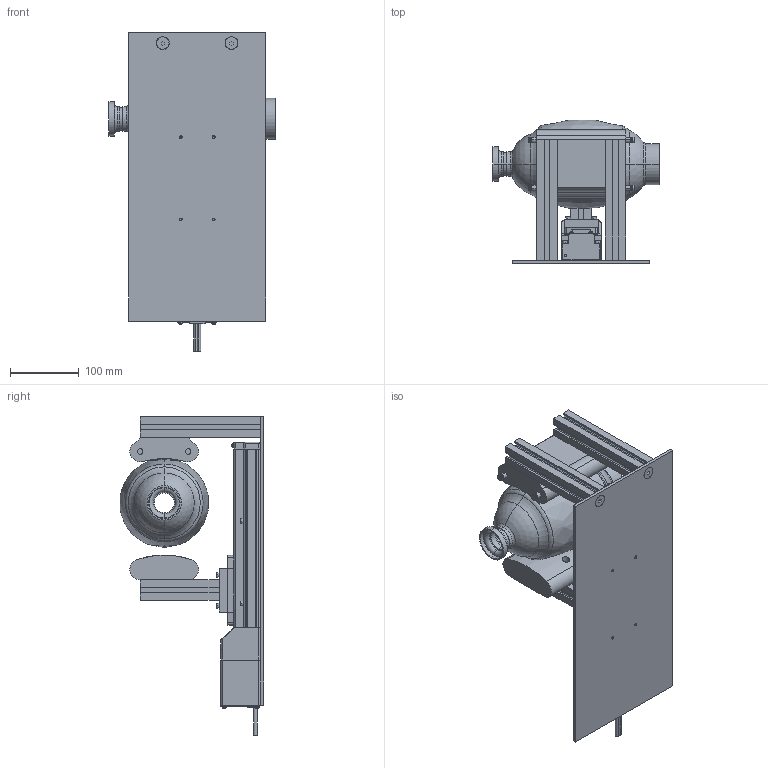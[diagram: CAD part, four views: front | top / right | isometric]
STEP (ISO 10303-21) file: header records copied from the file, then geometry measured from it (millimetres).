
FILE_DESCRIPTION((''),'2;1');
FILE_NAME('ROB-CEVE-A00_ASM','2020-04-14T16:30:28',('bassem.sudki'),(''),'CREO PARAMETRIC BY PTC INC, 2016390','CREO PARAMETRIC BY PTC INC, 2016390','');
FILE_SCHEMA(('CONFIG_CONTROL_DESIGN'));
Length unit declared in the file: millimetre
Products named in the file (19): ROB-CEVE-P01; LEFS25_150_0__BODY; LEFS25_0__TABLE; SMC_LEFS25A_ASM; ROB-CEVE-P02; ROB-CEVE-P03; ROB-CEVE-P04; ROB-CEVE-P05; ROB-CEVE-P06; ROB-CEVE-P07; BOSCH_3842514929; AMBUBAG; ISO4762-M4X30-12_9; DIN125-1-B4; ISO4762-M5X20-12_9; ISO4762-M4X18-12_9; ISO4762-M8X14-12_9; ISO10642-M8X16-12_9; ROB-CEVE-A00_ASM
Assembly tree (44 placements, depth 3):
  ROB-CEVE-A00_ASM
    ROB-CEVE-P01
    SMC_LEFS25A_ASM
      LEFS25_150_0__BODY
      LEFS25_0__TABLE
    ROB-CEVE-P02
    ROB-CEVE-P03
    ROB-CEVE-P04
    ROB-CEVE-P05  x2
    ROB-CEVE-P06
    ROB-CEVE-P07  x4
    BOSCH_3842514929  x7
    AMBUBAG
    ISO4762-M4X30-12_9  x4
    DIN125-1-B4  x4
    ISO4762-M5X20-12_9  x7
    ISO4762-M4X18-12_9  x4
    ISO4762-M8X14-12_9
    ISO10642-M8X16-12_9  x2
Bounding box: 242.16 x 209.26 x 464 mm (x, y, z)
Volume: 2448411.8 mm3; surface area: 707000.2 mm2
Topology: 43 solids, 101 shells, 1371 faces, 3447 edges, 2261 vertices
Faces by surface type: plane 741, cylinder 430, cone 96, torus 76, bspline 20, sphere 8
Entity records: 26904 total; most frequent: CARTESIAN_POINT 5601, DIRECTION 4553, ORIENTED_EDGE 4092, EDGE_CURVE 2123, AXIS2_PLACEMENT_3D 1620, VERTEX_POINT 1399, VECTOR 1313, LINE 1313
